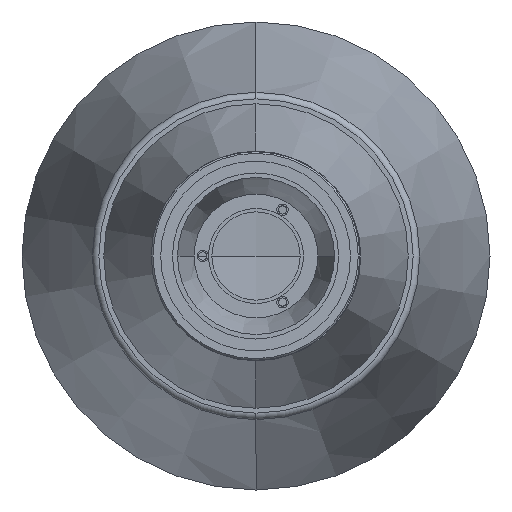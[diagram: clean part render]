
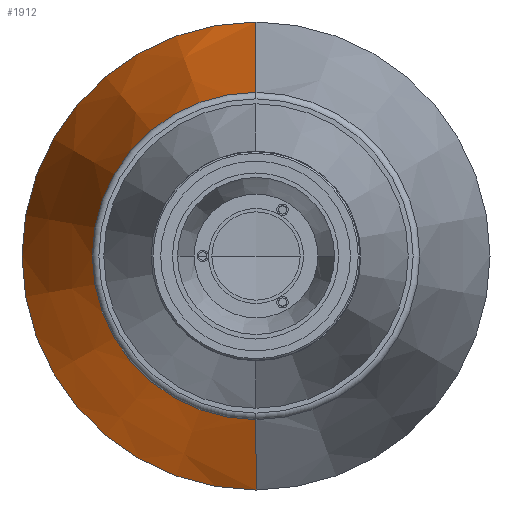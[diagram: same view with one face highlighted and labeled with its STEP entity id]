
A CAD part, left-side view. The second image highlights one B-rep face of the part: STEP entity #1912.
In plain terms, the highlighted conical face has half-angle 13.358 degrees and reference radius 50 mm.
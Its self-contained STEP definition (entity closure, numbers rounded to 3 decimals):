
#37 = ORIENTED_EDGE ( 'NONE', *, *, #1861, .F. ) ;
#365 = AXIS2_PLACEMENT_3D ( 'NONE', #522, #517, #530 ) ;
#397 = AXIS2_PLACEMENT_3D ( 'NONE', #688, #685, #681 ) ;
#460 = CARTESIAN_POINT ( 'NONE',  ( 304.512, 0., 71.5 ) ) ;
#471 = CARTESIAN_POINT ( 'NONE',  ( 213.972, 0., -50. ) ) ;
#473 = DIRECTION ( 'NONE',  ( 0.973, 0., 0.231 ) ) ;
#489 = CARTESIAN_POINT ( 'NONE',  ( 213.972, 0., 50. ) ) ;
#508 = ORIENTED_EDGE ( 'NONE', *, *, #1885, .F. ) ;
#517 = DIRECTION ( 'NONE',  ( 1., 0., 0. ) ) ;
#522 = CARTESIAN_POINT ( 'NONE',  ( 213.972, 0., 0. ) ) ;
#530 = DIRECTION ( 'NONE',  ( 0., 0., -1. ) ) ;
#586 = CARTESIAN_POINT ( 'NONE',  ( 213.972, 0., -50. ) ) ;
#592 = DIRECTION ( 'NONE',  ( 0.973, 0., -0.231 ) ) ;
#681 = DIRECTION ( 'NONE',  ( 0., 0., 1. ) ) ;
#685 = DIRECTION ( 'NONE',  ( -1., 0., 0. ) ) ;
#688 = CARTESIAN_POINT ( 'NONE',  ( 213.972, 0., 0. ) ) ;
#695 = AXIS2_PLACEMENT_3D ( 'NONE', #1723, #1721, #1718 ) ;
#926 = VECTOR ( 'NONE', #473, 1000. ) ;
#928 = LINE ( 'NONE', #489, #926 ) ;
#934 = CONICAL_SURFACE ( 'NONE', #365, 50., 0.233 ) ;
#941 = FACE_OUTER_BOUND ( 'NONE', #2223, .T. ) ;
#958 = VECTOR ( 'NONE', #592, 1000. ) ;
#959 = LINE ( 'NONE', #586, #958 ) ;
#975 = CIRCLE ( 'NONE', #397, 50. ) ;
#1185 = CIRCLE ( 'NONE', #695, 71.5 ) ;
#1659 = EDGE_CURVE ( 'NONE', #1963, #2238, #1185, .T. ) ;
#1718 = DIRECTION ( 'NONE',  ( 0., 0., 1. ) ) ;
#1721 = DIRECTION ( 'NONE',  ( -1., 0., 0. ) ) ;
#1723 = CARTESIAN_POINT ( 'NONE',  ( 304.512, 0., 0. ) ) ;
#1754 = CARTESIAN_POINT ( 'NONE',  ( 213.972, 0., 50. ) ) ;
#1786 = CARTESIAN_POINT ( 'NONE',  ( 304.512, 0., -71.5 ) ) ;
#1861 = EDGE_CURVE ( 'NONE', #2208, #1947, #975, .T. ) ;
#1885 = EDGE_CURVE ( 'NONE', #1947, #2238, #959, .T. ) ;
#1912 = ADVANCED_FACE ( 'NONE', ( #941 ), #934, .T. ) ;
#1941 = EDGE_CURVE ( 'NONE', #2208, #1963, #928, .T. ) ;
#1947 = VERTEX_POINT ( 'NONE', #471 ) ;
#1963 = VERTEX_POINT ( 'NONE', #460 ) ;
#1988 = ORIENTED_EDGE ( 'NONE', *, *, #1659, .T. ) ;
#2010 = ORIENTED_EDGE ( 'NONE', *, *, #1941, .T. ) ;
#2208 = VERTEX_POINT ( 'NONE', #1754 ) ;
#2223 = EDGE_LOOP ( 'NONE', ( #37, #2010, #1988, #508 ) ) ;
#2238 = VERTEX_POINT ( 'NONE', #1786 ) ;
